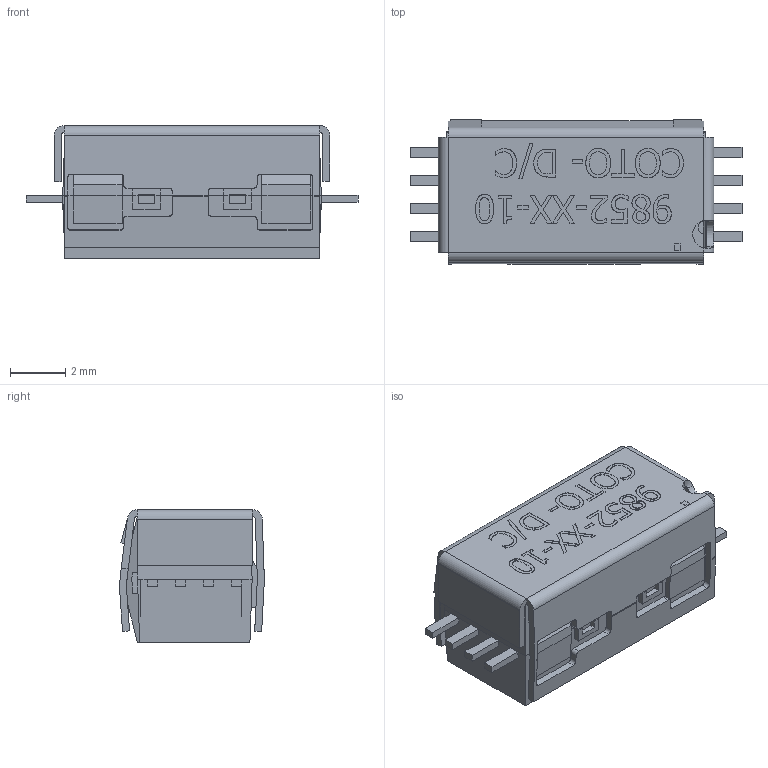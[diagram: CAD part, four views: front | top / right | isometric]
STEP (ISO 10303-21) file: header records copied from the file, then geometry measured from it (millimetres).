
FILE_DESCRIPTION((''),'2;1');
FILE_NAME('9852- A (A).stp','2012-09-17T09:51:44',('odafonseca'),(''),'Autodesk Inventor 2011','Autodesk Inventor 2011','');
FILE_SCHEMA(('AUTOMOTIVE_DESIGN { 1 0 10303 214 1 1 1 1 }'));
Length unit declared in the file: inch
Products named in the file (1): 9852- A (A)
Bounding box: 12.06 x 5.26 x 4.83 mm (x, y, z)
Volume: 156.1 mm3; surface area: 500 mm2
Topology: 1 solids, 2 shells, 507 faces, 1409 edges, 922 vertices
Faces by surface type: plane 312, bspline 145, cylinder 50
Full cylindrical faces by diameter (mm): 1.778 x2
Entity records: 17684 total; most frequent: CARTESIAN_POINT 5058, ORIENTED_EDGE 2814, DIRECTION 1945, EDGE_CURVE 1407, VECTOR 1015, LINE 1015, VERTEX_POINT 922, EDGE_LOOP 537
